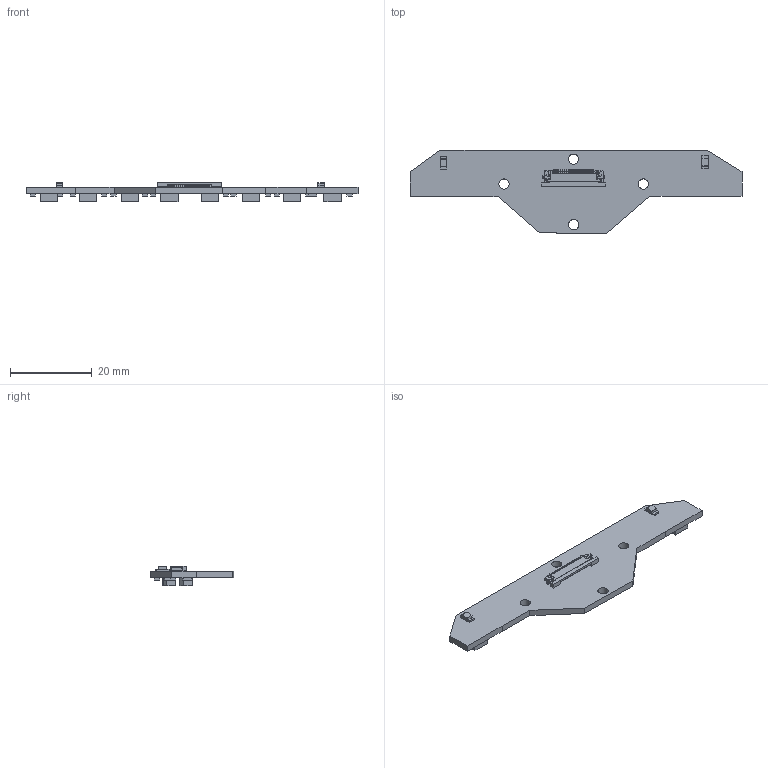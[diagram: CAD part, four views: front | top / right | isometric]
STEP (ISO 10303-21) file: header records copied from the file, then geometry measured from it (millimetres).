
FILE_DESCRIPTION(('Open CASCADE Model'),'2;1');
FILE_NAME('Open CASCADE Shape Model','2020-12-20T15:37:15',('Author'),( 'Open CASCADE'),'Open CASCADE STEP processor 6.8','Open CASCADE 6.8' ,'Unknown');
FILE_SCHEMA(('AUTOMOTIVE_DESIGN { 1 0 10303 214 1 1 1 1 }'));
Length unit declared in the file: millimetre
Products named in the file (40): PCB; BoardALS_EL; Open CASCADE STEP translator 6.8 1.1.1; U8ALS_EL; 6298430704; Extruded; U7ALS_EL; U6ALS_EL; U5ALS_EL; U4ALS_EL; U3ALS_EL; U2ALS_EL; U1ALS_EL; D2ALS_EL; D1206_2; D1ALS_EL; J1ALS_EL; 687120183722; 68x120183x22; 68X1xx183x22_Pin_Bottom; 68x120183x22_Actuator; 68X1XX183X22_Solder_Pad; 68X1xx183x22_Solder_Pad2; R1ALS_EL; User_Library-SMD_RESISTOR-10805; R2ALS_EL; R3ALS_EL; R4ALS_EL; R5ALS_EL; R6ALS_EL; R7ALS_EL; R8ALS_EL; R9ALS_EL; R10ALS_EL; R11ALS_EL; R12ALS_EL; R13ALS_EL; R14ALS_EL; R15ALS_EL; R16ALS_EL
Assembly tree (81 placements, depth 4):
  PCB
    BoardALS_EL
      Open CASCADE STEP translator 6.8 1.1.1
    U8ALS_EL
      6298430704
        Extruded
    U7ALS_EL
      6298430704
        Extruded
    U6ALS_EL
      6298430704
        Extruded
    U5ALS_EL
      6298430704
        Extruded
    U4ALS_EL
      6298430704
        Extruded
    U3ALS_EL
      6298430704
        Extruded
    U2ALS_EL
      6298430704
        Extruded
    U1ALS_EL
      6298430704
        Extruded
    D2ALS_EL
      D1206_2
    D1ALS_EL
      D1206_2
    J1ALS_EL
      687120183722
        68x120183x22
        68X1xx183x22_Pin_Bottom  x20
        68x120183x22_Actuator
        68X1XX183X22_Solder_Pad
        68X1xx183x22_Solder_Pad2
    R1ALS_EL
      User_Library-SMD_RESISTOR-10805
    R2ALS_EL
      User_Library-SMD_RESISTOR-10805
    R3ALS_EL
      User_Library-SMD_RESISTOR-10805
    R4ALS_EL
      User_Library-SMD_RESISTOR-10805
    R5ALS_EL
      User_Library-SMD_RESISTOR-10805
    R6ALS_EL
      User_Library-SMD_RESISTOR-10805
    R7ALS_EL
      User_Library-SMD_RESISTOR-10805
    R8ALS_EL
      User_Library-SMD_RESISTOR-10805
    R9ALS_EL
      User_Library-SMD_RESISTOR-10805
    R10ALS_EL
      User_Library-SMD_RESISTOR-10805
    R11ALS_EL
      User_Library-SMD_RESISTOR-10805
Bounding box: 81 x 20.29 x 4.87 mm (x, y, z)
Volume: 2009.3 mm3; surface area: 3721.7 mm2
Topology: 111 solids, 111 shells, 3883 faces, 10549 edges, 6994 vertices
Faces by surface type: plane 2484, bspline 952, cylinder 447
Full cylindrical faces by diameter (mm): 2.5 x4
Entity records: 53455 total; most frequent: CARTESIAN_POINT 16807, ORIENTED_EDGE 7394, DIRECTION 6071, EDGE_CURVE 3697, LINE 3051, VECTOR 3051, VERTEX_POINT 2426, AXIS2_PLACEMENT_3D 1510
